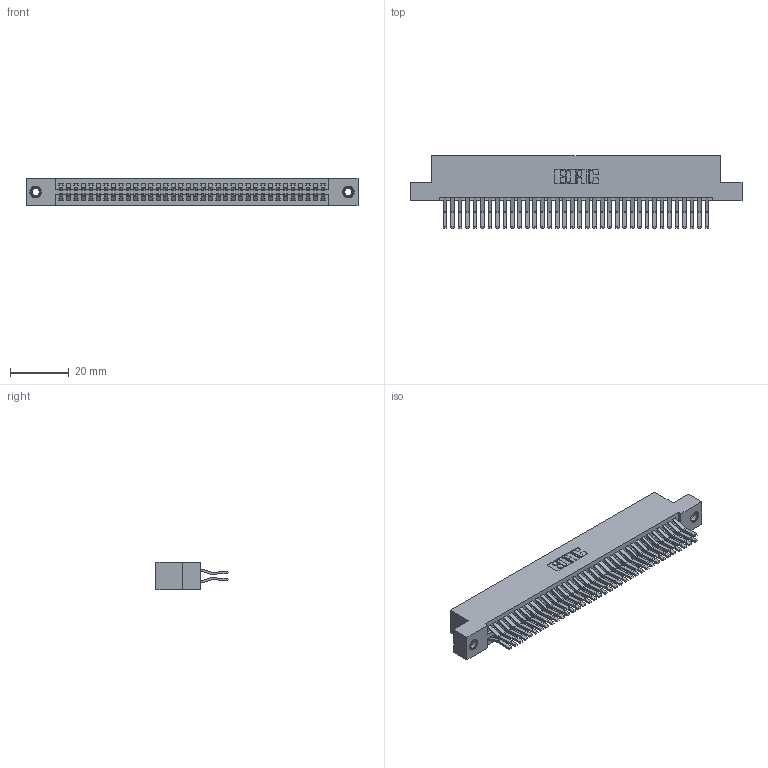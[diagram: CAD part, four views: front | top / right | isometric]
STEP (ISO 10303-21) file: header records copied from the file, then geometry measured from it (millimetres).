
FILE_DESCRIPTION (( 'STEP AP203' ), '1' );
FILE_NAME ('395-072-560-207.STEP', '2018-11-27T16:53:17', ( '' ), ( '' ), 'SwSTEP 2.0', 'SolidWorks 2016', '' );
FILE_SCHEMA (( 'CONFIG_CONTROL_DESIGN' ));
Length unit declared in the file: inch
Products named in the file (4): 345-250-001_345-250-005-103; 395-072-560-207; 345 Part_Flush Mounting Lugs - 0.156 Dia-TI; 345-292-001_560 Tail
Assembly tree (75 placements, depth 2):
  395-072-560-207
    345 Part_Flush Mounting Lugs - 0.156 Dia-TI
    345-292-001_560 Tail  x72
    345-250-001_345-250-005-103  x2
Bounding box: 112.65 x 24.45 x 9.4 mm (x, y, z)
Volume: 11345.6 mm3; surface area: 17896.1 mm2
Topology: 75 solids, 75 shells, 3930 faces, 11637 edges, 7654 vertices
Faces by surface type: plane 2488, cylinder 1426, cone 12, torus 4
Entity records: 30328 total; most frequent: CARTESIAN_POINT 5071, ORIENTED_EDGE 4998, DIRECTION 4509, EDGE_CURVE 2499, VECTOR 2199, LINE 2199, VERTEX_POINT 1660, AXIS2_PLACEMENT_3D 1155
